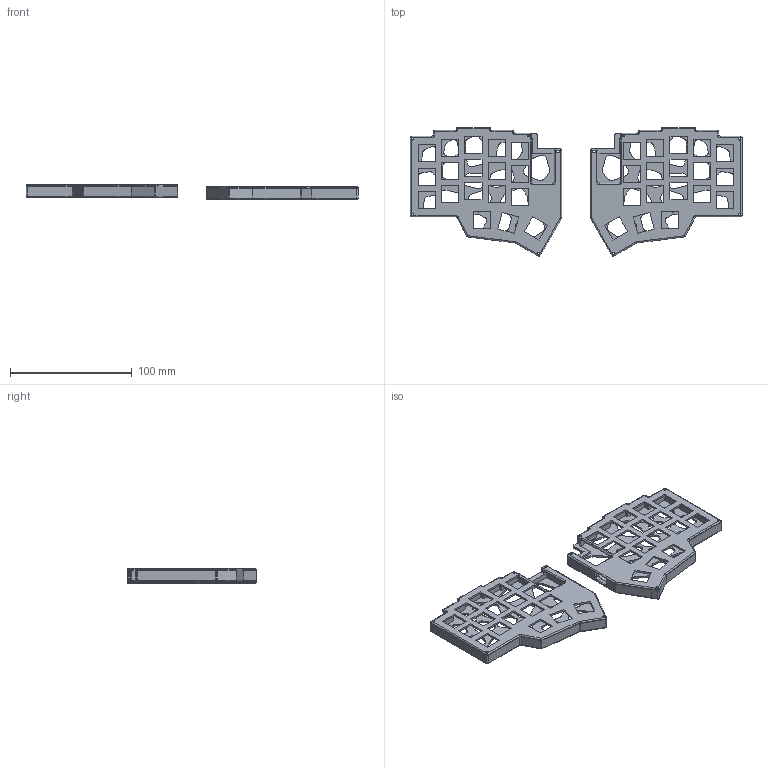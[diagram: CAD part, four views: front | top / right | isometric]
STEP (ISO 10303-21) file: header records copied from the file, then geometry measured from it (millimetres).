
FILE_DESCRIPTION(/* description */ (''),/* implementation_level */ '2;1');
FILE_NAME(/* name */ 'Case.step',/* time_stamp */ '2025-05-24T17:19:31+01:00',/* author */ (''),/* organization */ (''),/* preprocessor_version */ 'ST-DEVELOPER v20.1',/* originating_system */ 'Autodesk Translation Framework v14.10.0.0',/* authorisation */ '');
FILE_SCHEMA (('AUTOMOTIVE_DESIGN { 1 0 10303 214 3 1 1 }'));
Length unit declared in the file: millimetre
Products named in the file (1): case for split
Bounding box: 273.02 x 105.98 x 12.05 mm (x, y, z)
Volume: 58063.1 mm3; surface area: 68146.4 mm2
Topology: 4 solids, 4 shells, 1023 faces, 2858 edges, 1829 vertices
Faces by surface type: plane 530, cylinder 413, sphere 48, torus 32
Full cylindrical faces by diameter (mm): 2 x4, 2.2 x16, 6 x8
Entity records: 33293 total; most frequent: CARTESIAN_POINT 5991, DIRECTION 5740, ORIENTED_EDGE 5716, EDGE_CURVE 2858, LINE 1952, VECTOR 1952, AXIS2_PLACEMENT_3D 1894, VERTEX_POINT 1829
